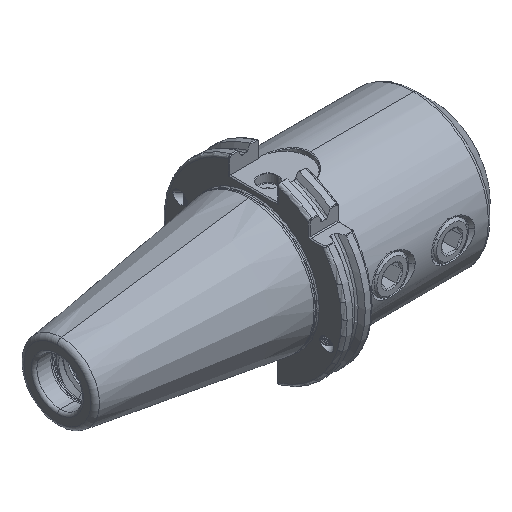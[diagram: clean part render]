
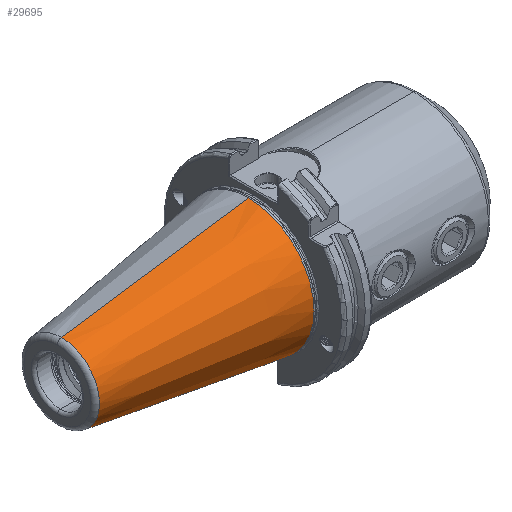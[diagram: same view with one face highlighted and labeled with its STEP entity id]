
A CAD part, isometric view. The second image highlights one B-rep face of the part: STEP entity #29695.
In plain terms, the highlighted conical face has half-angle 8.297 degrees and reference radius 35.392 mm.
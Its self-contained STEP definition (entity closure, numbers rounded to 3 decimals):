
#253 = EDGE_LOOP ( 'NONE', ( #1966, #2081, #1986, #1951, #1879 ) ) ;
#1449 = VERTEX_POINT ( 'NONE', #15890 ) ;
#1532 = LINE ( 'NONE', #5555, #1543 ) ;
#1543 = VECTOR ( 'NONE', #5540, 1000. ) ;
#1879 = ORIENTED_EDGE ( 'NONE', *, *, #15517, .F. ) ;
#1951 = ORIENTED_EDGE ( 'NONE', *, *, #2527, .F. ) ;
#1966 = ORIENTED_EDGE ( 'NONE', *, *, #15617, .F. ) ;
#1986 = ORIENTED_EDGE ( 'NONE', *, *, #15537, .T. ) ;
#2081 = ORIENTED_EDGE ( 'NONE', *, *, #2474, .T. ) ;
#2240 = CIRCLE ( 'NONE', #7892, 35.027 ) ;
#2328 = LINE ( 'NONE', #5208, #2345 ) ;
#2331 = VERTEX_POINT ( 'NONE', #15704 ) ;
#2345 = VECTOR ( 'NONE', #4368, 1000. ) ;
#2351 = VERTEX_POINT ( 'NONE', #15732 ) ;
#2362 = VERTEX_POINT ( 'NONE', #15696 ) ;
#2370 = VERTEX_POINT ( 'NONE', #15721 ) ;
#2474 = EDGE_CURVE ( 'NONE', #2351, #2362, #32759, .T. ) ;
#2527 = EDGE_CURVE ( 'NONE', #1449, #2370, #32841, .T. ) ;
#4368 = DIRECTION ( 'NONE',  ( 0.99, 0., -0.144 ) ) ;
#5018 = DIRECTION ( 'NONE',  ( 0., 1., 0. ) ) ;
#5028 = CARTESIAN_POINT ( 'NONE',  ( -2.5, 0., 0. ) ) ;
#5052 = DIRECTION ( 'NONE',  ( 1., 0., 0. ) ) ;
#5208 = CARTESIAN_POINT ( 'NONE',  ( 0., 0., -35.392 ) ) ;
#5540 = DIRECTION ( 'NONE',  ( 0.99, 0., 0.144 ) ) ;
#5555 = CARTESIAN_POINT ( 'NONE',  ( 0., 0., 35.392 ) ) ;
#6254 = CARTESIAN_POINT ( 'NONE',  ( -102.811, 0., 0. ) ) ;
#6261 = DIRECTION ( 'NONE',  ( 1., 0., 0. ) ) ;
#6291 = DIRECTION ( 'NONE',  ( 0., 0., 1. ) ) ;
#7892 = AXIS2_PLACEMENT_3D ( 'NONE', #5028, #5052, #5018 ) ;
#8163 = AXIS2_PLACEMENT_3D ( 'NONE', #12102, #12139, #12143 ) ;
#8571 = AXIS2_PLACEMENT_3D ( 'NONE', #10616, #10641, #10660 ) ;
#8572 = AXIS2_PLACEMENT_3D ( 'NONE', #6254, #6261, #6291 ) ;
#10616 = CARTESIAN_POINT ( 'NONE',  ( -2.5, 0., 0. ) ) ;
#10641 = DIRECTION ( 'NONE',  ( 1., 0., 0. ) ) ;
#10660 = DIRECTION ( 'NONE',  ( 0., 1., 0. ) ) ;
#12102 = CARTESIAN_POINT ( 'NONE',  ( 0., 0., 0. ) ) ;
#12139 = DIRECTION ( 'NONE',  ( 1., 0., 0. ) ) ;
#12143 = DIRECTION ( 'NONE',  ( 0., 0., -1. ) ) ;
#15517 = EDGE_CURVE ( 'NONE', #2331, #1449, #2240, .T. ) ;
#15537 = EDGE_CURVE ( 'NONE', #2362, #2370, #2328, .T. ) ;
#15617 = EDGE_CURVE ( 'NONE', #2351, #2331, #1532, .T. ) ;
#15696 = CARTESIAN_POINT ( 'NONE',  ( -102.811, 0., -20.399 ) ) ;
#15704 = CARTESIAN_POINT ( 'NONE',  ( -2.5, 0., 35.027 ) ) ;
#15721 = CARTESIAN_POINT ( 'NONE',  ( -2.5, 0., -35.027 ) ) ;
#15732 = CARTESIAN_POINT ( 'NONE',  ( -102.811, 0., 20.399 ) ) ;
#15890 = CARTESIAN_POINT ( 'NONE',  ( -2.5, -35.027, 0. ) ) ;
#29695 = ADVANCED_FACE ( 'NONE', ( #31013 ), #31017, .T. ) ;
#31013 = FACE_OUTER_BOUND ( 'NONE', #253, .T. ) ;
#31017 = CONICAL_SURFACE ( 'NONE', #8163, 35.392, 0.145 ) ;
#32759 = CIRCLE ( 'NONE', #8572, 20.399 ) ;
#32841 = CIRCLE ( 'NONE', #8571, 35.027 ) ;
